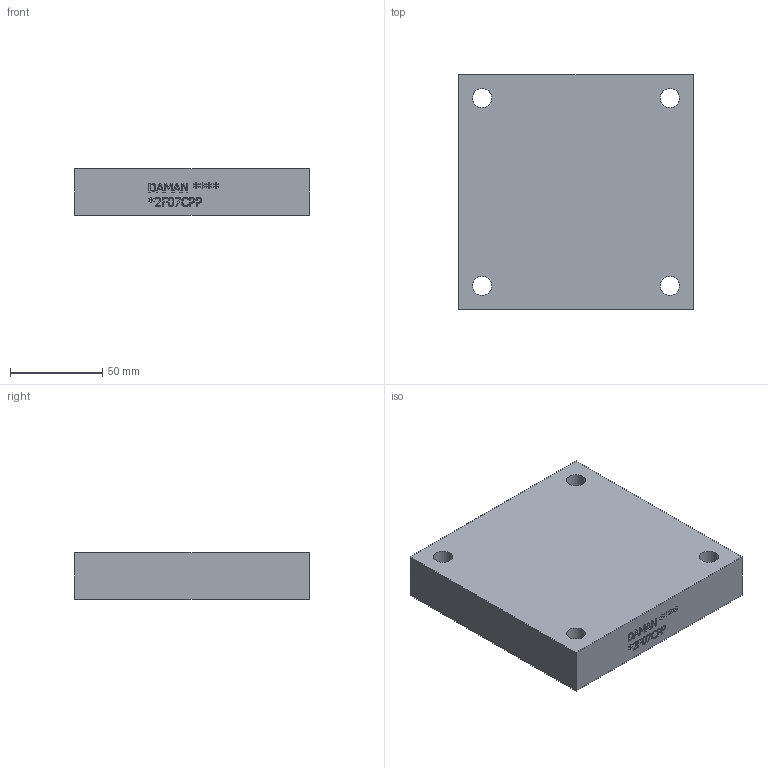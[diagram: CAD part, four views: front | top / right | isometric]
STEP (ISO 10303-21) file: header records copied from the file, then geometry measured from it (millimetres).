
FILE_DESCRIPTION(/* description */ (''),/* implementation_level */ '2;1');
FILE_NAME(/* name */ '_2F07CPP.stp',/* time_stamp */ '2021-12-08T08:56:33-05:00',/* author */ ('jrf'),/* organization */ (''),/* preprocessor_version */ 'ST-DEVELOPER v18',/* originating_system */ 'Autodesk Inventor 2020',/* authorisation */ '');
FILE_SCHEMA (('AUTOMOTIVE_DESIGN { 1 0 10303 214 3 1 1 }'));
Length unit declared in the file: millimetre
Products named in the file (1): Part_A2F07CPP.B01293R4_3D
Bounding box: 127 x 127 x 25.4 mm (x, y, z)
Volume: 395779.4 mm3; surface area: 48701.8 mm2
Topology: 1 solids, 1 shells, 288 faces, 793 edges, 532 vertices
Faces by surface type: plane 215, bspline 63, cylinder 8, cone 2
Full cylindrical faces by diameter (mm): 6.35 x2, 10.312 x4, 33.35 x2
Entity records: 9697 total; most frequent: CARTESIAN_POINT 2431, ORIENTED_EDGE 1582, DIRECTION 1145, EDGE_CURVE 791, LINE 637, VECTOR 637, VERTEX_POINT 532, EDGE_LOOP 323
